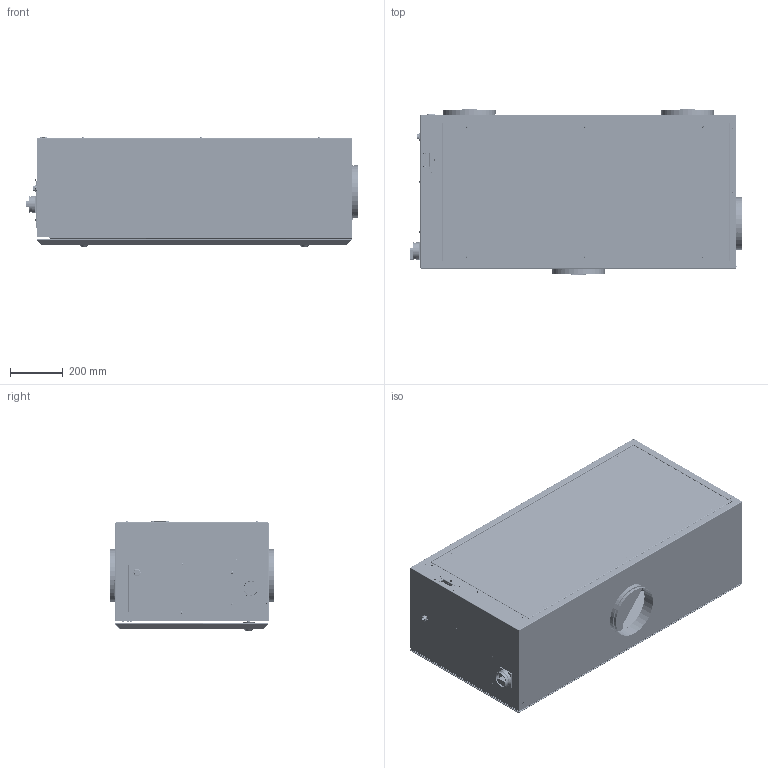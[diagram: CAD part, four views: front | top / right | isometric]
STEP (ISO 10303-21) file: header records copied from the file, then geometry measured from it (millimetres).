
FILE_DESCRIPTION((''),'2;1');
FILE_NAME('0001042910_ASM','2021-02-15T09:04:11',('7504'),('STIEBEL-ELTRON'),'CREO PARAMETRIC BY PTC INC, 2019471','CREO PARAMETRIC BY PTC INC, 2019471','');
FILE_SCHEMA(('AUTOMOTIVE_DESIGN { 1 0 10303 214 1 1 1 1 }'));
Products named in the file (2): 300ER_KZA_SW0001; 0001042910_ASM
Assembly tree (1 placements, depth 2):
  0001042910_ASM
    300ER_KZA_SW0001
Bounding box: 1261 x 627 x 415.29 mm (x, y, z)
Surface area: 13597324.6 mm2 (no closed solid volume)
Topology: 0 solids, 1673 shells, 3162 faces, 22209 edges, 20612 vertices
Faces by surface type: plane 2217, cylinder 710, torus 93, cone 86, bspline 52, sphere 4
Entity records: 305964 total; most frequent: CARTESIAN_POINT 53131, DIRECTION 33990, PRESENTATION_STYLE_ASSIGNMENT 25417, ORIENTED_EDGE 24387, STYLED_ITEM 22604, CURVE_STYLE 22187, EDGE_CURVE 22187, VERTEX_POINT 20608
